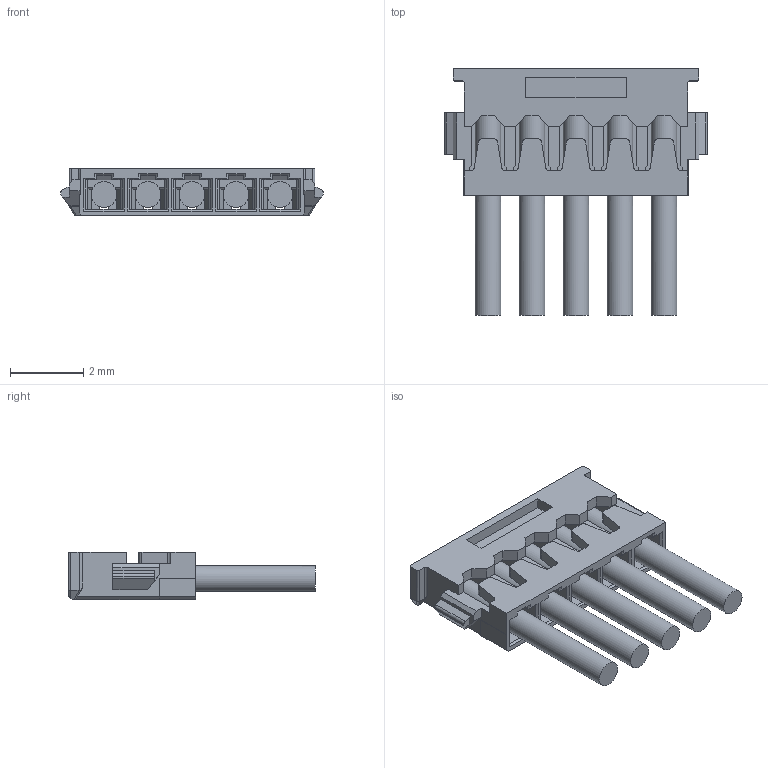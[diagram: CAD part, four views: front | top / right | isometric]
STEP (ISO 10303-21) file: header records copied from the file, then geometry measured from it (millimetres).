
FILE_DESCRIPTION(/* description */ (''),/* implementation_level */ '2;1');
FILE_NAME(/* name */ 'Molex_Ezmate_Pico_Cable_5pin.step',/* time_stamp */ '2024-06-19T18:40:55-06:00',/* author */ (''),/* organization */ (''),/* preprocessor_version */ 'ST-DEVELOPER v20',/* originating_system */ 'Autodesk Translation Framework v13.14.0.145',/* authorisation */ '');
FILE_SCHEMA (('AUTOMOTIVE_DESIGN { 1 0 10303 214 3 1 1 }'));
Length unit declared in the file: millimetre
Products named in the file (1): Molex_Ezmate_Pico_Cable_5pin
Bounding box: 7.16 x 6.74 x 1.3 mm (x, y, z)
Volume: 25.4 mm3; surface area: 189.1 mm2
Topology: 1 solids, 1 shells, 351 faces, 997 edges, 634 vertices
Faces by surface type: plane 314, cylinder 37
Full cylindrical faces by diameter (mm): 0.7 x5
Entity records: 11199 total; most frequent: ORIENTED_EDGE 1994, CARTESIAN_POINT 1983, DIRECTION 1785, EDGE_CURVE 997, LINE 913, VECTOR 913, VERTEX_POINT 634, AXIS2_PLACEMENT_3D 436
